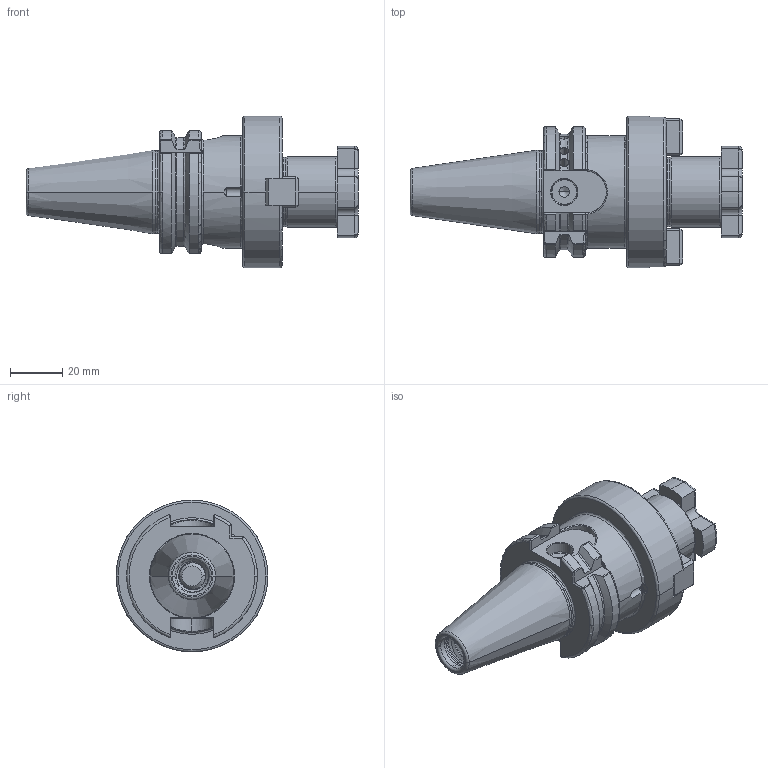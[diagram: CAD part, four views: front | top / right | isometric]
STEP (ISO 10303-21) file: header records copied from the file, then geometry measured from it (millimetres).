
FILE_DESCRIPTION (( 'STEP AP203' ), '1' );
FILE_NAME ('302.11.27.STEP', '2016-07-23T03:19:05', ( '' ), ( '' ), 'SwSTEP 2.0', 'SolidWorks 2012', '' );
FILE_SCHEMA (( 'CONFIG_CONTROL_DESIGN' ));
Products named in the file (5): 面銑刀墊塊27; 302.11.27; 102.11.27_M4xP0.7-16L; 十字螺絲FMB27
Assembly tree (6 placements, depth 2):
  302.11.27
    302.11.27
    102.11.27_M4xP0.7-16L  x2
    面銑刀墊塊27  x2
    十字螺絲FMB27
Bounding box: 126.8 x 58 x 58 mm (x, y, z)
Volume: 123441.3 mm3; surface area: 31594.1 mm2
Topology: 6 solids, 6 shells, 617 faces, 1610 edges, 1003 vertices
Faces by surface type: cylinder 278, plane 158, torus 69, cone 58, bspline 54
Entity records: 38425 total; most frequent: CARTESIAN_POINT 26857, ORIENTED_EDGE 2654, DIRECTION 1959, EDGE_CURVE 1327, VERTEX_POINT 835, AXIS2_PLACEMENT_3D 752, EDGE_LOOP 518, ADVANCED_FACE 505
